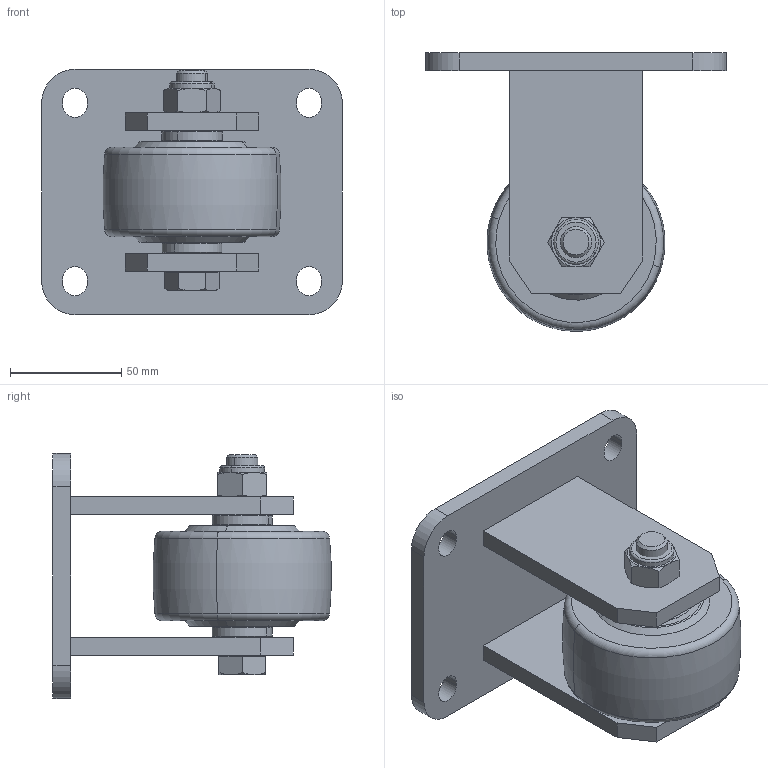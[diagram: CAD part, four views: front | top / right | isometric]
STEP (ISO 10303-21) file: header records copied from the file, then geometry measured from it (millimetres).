
FILE_DESCRIPTION (( 'STEP AP214' ), '1' );
FILE_NAME ('neu0028585_B-HS-GPA-080-K.STEP', '2019-11-25T07:58:02', ( '' ), ( '' ), 'SwSTEP 2.0', 'SolidWorks 2018', '' );
FILE_SCHEMA (( 'AUTOMOTIVE_DESIGN' ));
Length unit declared in the file: millimetre
Products named in the file (7): Sechskantschraube_ISO4014-M14x90_MODEL; Sechskantmutter_DIN985_M14_MODEL; T-Buchsen_TF_T-Buchse_20-14x22; 0028545_HS-B-080; 0028701_MONTAGE-KIT_080_TF_MK-080-GW55-GS8-NL45; neu0028585_B-HS-GPA-080-K; K0028330_GPA-080-40-45-K20
Assembly tree (7 placements, depth 3):
  neu0028585_B-HS-GPA-080-K
    0028545_HS-B-080
    K0028330_GPA-080-40-45-K20
    0028701_MONTAGE-KIT_080_TF_MK-080-GW55-GS8-NL45
      Sechskantschraube_ISO4014-M14x90_MODEL
      T-Buchsen_TF_T-Buchse_20-14x22  x2
      Sechskantmutter_DIN985_M14_MODEL
Bounding box: 135 x 124.92 x 110 mm (x, y, z)
Volume: 235110.2 mm3; surface area: 101380 mm2
Topology: 5 solids, 13 shells, 197 faces, 452 edges, 282 vertices
Faces by surface type: plane 63, cylinder 58, cone 50, torus 26
Entity records: 6434 total; most frequent: CARTESIAN_POINT 1080, DIRECTION 972, ORIENTED_EDGE 796, EDGE_CURVE 414, AXIS2_PLACEMENT_3D 404, VERTEX_POINT 260, CIRCLE 214, EDGE_LOOP 210
